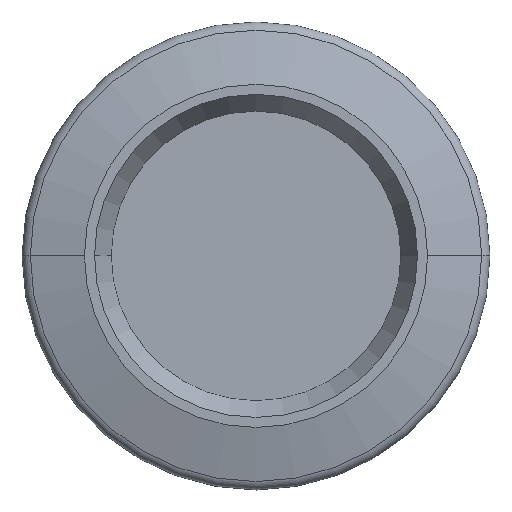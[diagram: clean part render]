
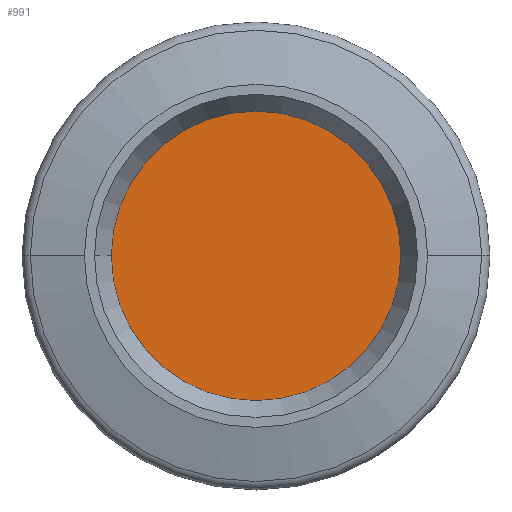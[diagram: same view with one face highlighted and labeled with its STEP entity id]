
A CAD part, top view. The second image highlights one B-rep face of the part: STEP entity #991.
In plain terms, the highlighted planar face has unit normal (0, 0, 1).
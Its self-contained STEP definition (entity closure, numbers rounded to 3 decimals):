
#28 = ORIENTED_EDGE ( 'NONE', *, *, #113, .T. ) ;
#83 = AXIS2_PLACEMENT_3D ( 'NONE', #990, #306, #898 ) ;
#113 = EDGE_CURVE ( 'NONE', #549, #1266, #822, .T. ) ;
#140 = CARTESIAN_POINT ( 'NONE',  ( 0., 0., 5.8 ) ) ;
#229 = AXIS2_PLACEMENT_3D ( 'NONE', #1113, #821, #869 ) ;
#234 = ORIENTED_EDGE ( 'NONE', *, *, #1276, .T. ) ;
#306 = DIRECTION ( 'NONE',  ( 0., 0., 1. ) ) ;
#323 = CARTESIAN_POINT ( 'NONE',  ( -13., 0., 5.8 ) ) ;
#475 = EDGE_LOOP ( 'NONE', ( #234, #28 ) ) ;
#549 = VERTEX_POINT ( 'NONE', #879 ) ;
#609 = DIRECTION ( 'NONE',  ( 1., 0., 0. ) ) ;
#806 = DIRECTION ( 'NONE',  ( 0., 0., 1. ) ) ;
#821 = DIRECTION ( 'NONE',  ( 0., 0., 1. ) ) ;
#822 = CIRCLE ( 'NONE', #83, 13. ) ;
#869 = DIRECTION ( 'NONE',  ( 1., 0., 0. ) ) ;
#879 = CARTESIAN_POINT ( 'NONE',  ( 13., 0., 5.8 ) ) ;
#898 = DIRECTION ( 'NONE',  ( 1., 0., 0. ) ) ;
#939 = CIRCLE ( 'NONE', #1058, 13. ) ;
#950 = FACE_OUTER_BOUND ( 'NONE', #475, .T. ) ;
#990 = CARTESIAN_POINT ( 'NONE',  ( 0., 0., 5.8 ) ) ;
#991 = ADVANCED_FACE ( 'NONE', ( #950 ), #1012, .T. ) ;
#1012 = PLANE ( 'NONE',  #229 ) ;
#1058 = AXIS2_PLACEMENT_3D ( 'NONE', #140, #806, #609 ) ;
#1113 = CARTESIAN_POINT ( 'NONE',  ( -15.05, 0., 5.8 ) ) ;
#1266 = VERTEX_POINT ( 'NONE', #323 ) ;
#1276 = EDGE_CURVE ( 'NONE', #1266, #549, #939, .T. ) ;
